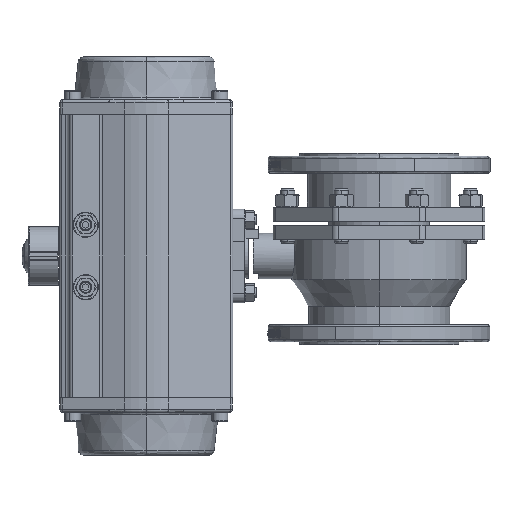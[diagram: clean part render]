
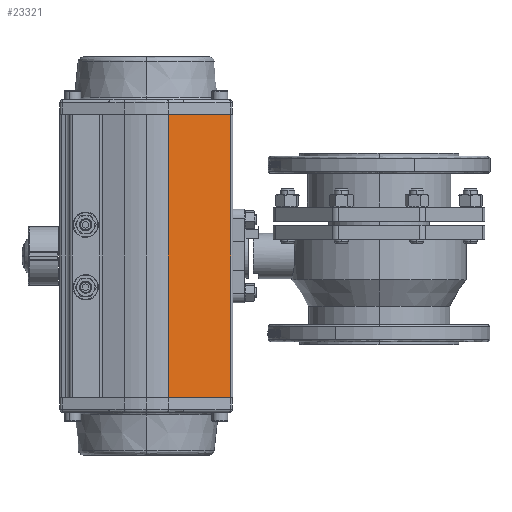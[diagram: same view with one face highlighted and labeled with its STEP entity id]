
A CAD part, left-side view. The second image highlights one B-rep face of the part: STEP entity #23321.
In plain terms, the highlighted planar face has unit normal (0.958, 0.288, 0).
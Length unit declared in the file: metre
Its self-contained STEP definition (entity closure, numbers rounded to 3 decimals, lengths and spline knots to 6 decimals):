
#9653 = CARTESIAN_POINT ( 'NONE',  ( -0.06194, 0.130653, 0.388 ) ) ;
#14450 = LINE ( 'NONE', #109766, #70459 ) ;
#17482 = VECTOR ( 'NONE', #105562, 1. ) ;
#21393 = CARTESIAN_POINT ( 'NONE',  ( -0.06194, 0.130653, 0.108 ) ) ;
#23321 = ADVANCED_FACE ( 'NONE', ( #98200 ), #106799, .T. ) ;
#24613 = VECTOR ( 'NONE', #83845, 1. ) ;
#31004 = VERTEX_POINT ( 'NONE', #91386 ) ;
#33010 = EDGE_CURVE ( 'NONE', #107118, #78286, #43916, .T. ) ;
#35977 = ORIENTED_EDGE ( 'NONE', *, *, #33010, .T. ) ;
#37169 = CARTESIAN_POINT ( 'NONE',  ( -0.06194, 0.130653, 0.388 ) ) ;
#43916 = LINE ( 'NONE', #9653, #17482 ) ;
#44105 = CARTESIAN_POINT ( 'NONE',  ( -0.080578, 0.19263, 0.388 ) ) ;
#44684 = VECTOR ( 'NONE', #76101, 1. ) ;
#49063 = CARTESIAN_POINT ( 'NONE',  ( -0.080578, 0.19263, 0.388 ) ) ;
#54243 = DIRECTION ( 'NONE',  ( -0.288, 0.958, 0. ) ) ;
#54997 = EDGE_CURVE ( 'NONE', #31004, #101322, #75817, .T. ) ;
#57914 = ORIENTED_EDGE ( 'NONE', *, *, #82987, .T. ) ;
#61196 = EDGE_LOOP ( 'NONE', ( #35977, #57914, #112601, #109236 ) ) ;
#67309 = AXIS2_PLACEMENT_3D ( 'NONE', #74164, #89640, #54243 ) ;
#70459 = VECTOR ( 'NONE', #84041, 1. ) ;
#74164 = CARTESIAN_POINT ( 'NONE',  ( -0.06194, 0.130653, 0.388 ) ) ;
#75817 = LINE ( 'NONE', #49063, #24613 ) ;
#76101 = DIRECTION ( 'NONE',  ( -0.288, 0.958, 0. ) ) ;
#76793 = CARTESIAN_POINT ( 'NONE',  ( -0.06194, 0.130653, 0.108 ) ) ;
#78286 = VERTEX_POINT ( 'NONE', #76793 ) ;
#82987 = EDGE_CURVE ( 'NONE', #78286, #31004, #84686, .T. ) ;
#83845 = DIRECTION ( 'NONE',  ( 0., 0., 1. ) ) ;
#84041 = DIRECTION ( 'NONE',  ( 0.288, -0.958, 0. ) ) ;
#84686 = LINE ( 'NONE', #21393, #44684 ) ;
#86940 = EDGE_CURVE ( 'NONE', #101322, #107118, #14450, .T. ) ;
#89640 = DIRECTION ( 'NONE',  ( 0.958, 0.288, 0. ) ) ;
#91386 = CARTESIAN_POINT ( 'NONE',  ( -0.080578, 0.19263, 0.108 ) ) ;
#98200 = FACE_OUTER_BOUND ( 'NONE', #61196, .T. ) ;
#101322 = VERTEX_POINT ( 'NONE', #44105 ) ;
#105562 = DIRECTION ( 'NONE',  ( 0., 0., -1. ) ) ;
#106799 = PLANE ( 'NONE',  #67309 ) ;
#107118 = VERTEX_POINT ( 'NONE', #37169 ) ;
#109236 = ORIENTED_EDGE ( 'NONE', *, *, #86940, .T. ) ;
#109766 = CARTESIAN_POINT ( 'NONE',  ( -0.06194, 0.130653, 0.388 ) ) ;
#112601 = ORIENTED_EDGE ( 'NONE', *, *, #54997, .T. ) ;
